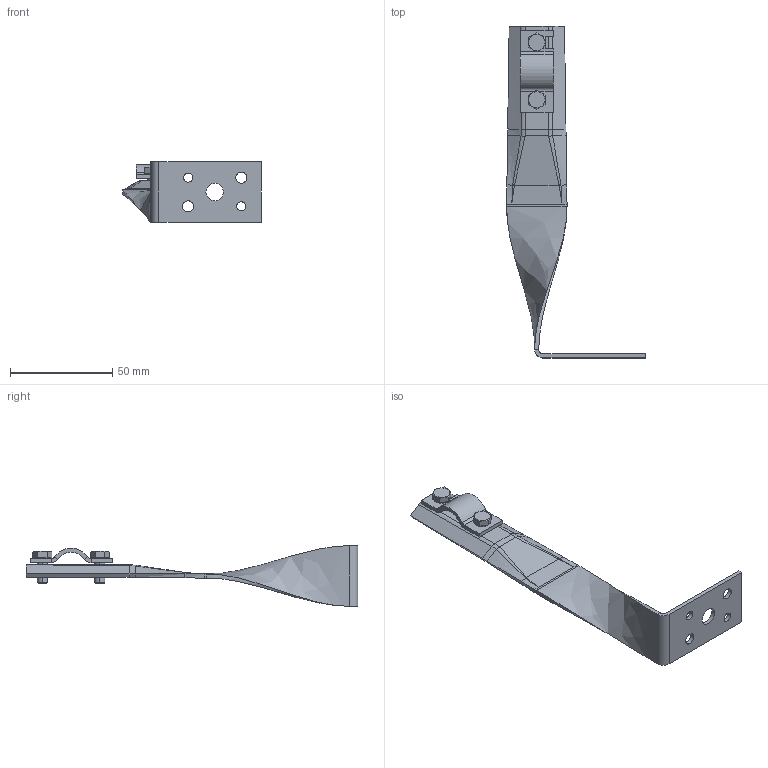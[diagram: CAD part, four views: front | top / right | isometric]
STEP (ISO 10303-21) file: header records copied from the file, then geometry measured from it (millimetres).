
FILE_DESCRIPTION (( 'STEP AP203' ), '1' );
FILE_NAME ('0510 Óãëîâîé äåðæàòåëü, âûñîòà Í-14 (ñì).STEP', '2024-03-05T09:33:42', ( '' ), ( '' ), 'SwSTEP 2.0', 'SolidWorks 2022', '' );
FILE_SCHEMA (( 'CONFIG_CONTROL_DESIGN' ));
Length unit declared in the file: millimetre
Products named in the file (4): 0510.001 Держатель; hex screw gradeab_iso_ISO 4017 - M5 x 12-N; 0510 Угловой держатель, высота Н-14 (см); 0711.001 Прижим
Assembly tree (4 placements, depth 2):
  0510 Угловой держатель, высота Н-14 (см)
    0510.001 Держатель
    0711.001 Прижим
    hex screw gradeab_iso_ISO 4017 - M5 x 12-N  x2
Bounding box: 67.75 x 162.02 x 29.5 mm (x, y, z)
Volume: 13161.7 mm3; surface area: 15074.6 mm2
Topology: 4 solids, 4 shells, 178 faces, 416 edges, 248 vertices
Faces by surface type: plane 65, bspline 56, cylinder 37, cone 16, torus 4
Entity records: 6091 total; most frequent: CARTESIAN_POINT 2647, ORIENTED_EDGE 708, DIRECTION 484, EDGE_CURVE 354, VERTEX_POINT 214, AXIS2_PLACEMENT_3D 184, EDGE_LOOP 164, B_SPLINE_CURVE_WITH_KNOTS 152
